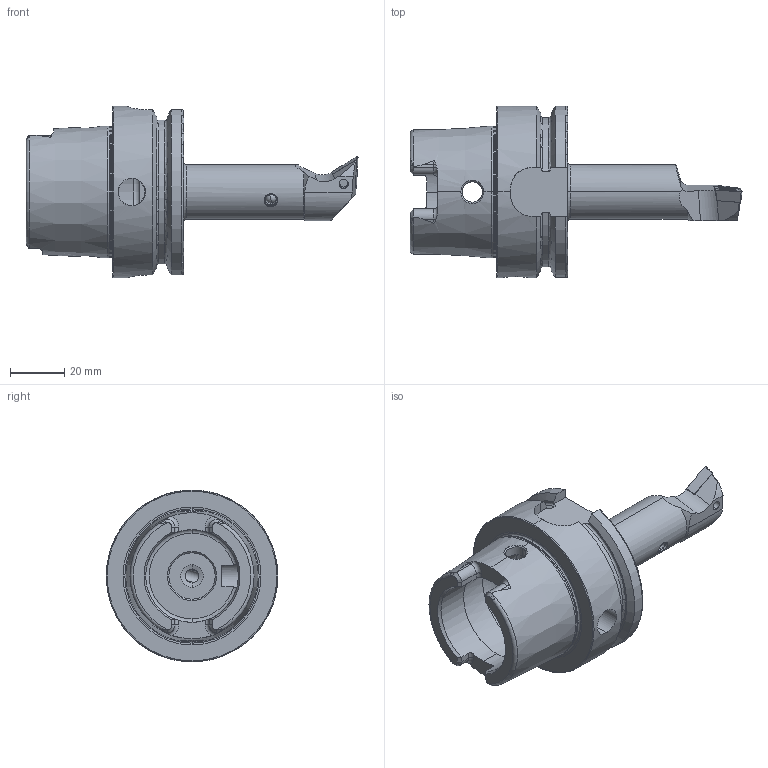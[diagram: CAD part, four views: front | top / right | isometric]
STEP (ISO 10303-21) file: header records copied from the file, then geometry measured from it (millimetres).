
FILE_DESCRIPTION (( 'STEP AP214' ), '1' );
FILE_NAME ('HA6.BDB.LUX.090.STEP', '2017-11-21T17:17:55', ( 'SWIAdmin' ), ( 'Hewlett-Packard Company' ), 'SwSTEP 2.0', 'SolidWorks 2017', '' );
FILE_SCHEMA (( 'AUTOMOTIVE_DESIGN' ));
Length unit declared in the file: millimetre
Products named in the file (5): KVT_MB_600_050; WCB-ER2.001.009_A; DCMT11T304; HA6-BDB.LUX.090_A; HA6.BDB.LUX.090
Assembly tree (4 placements, depth 2):
  HA6.BDB.LUX.090
    HA6-BDB.LUX.090_A
    DCMT11T304
    WCB-ER2.001.009_A
    KVT_MB_600_050
Bounding box: 121.9 x 63 x 63 mm (x, y, z)
Volume: 95843.8 mm3; surface area: 27842.2 mm2
Topology: 5 solids, 5 shells, 313 faces, 806 edges, 494 vertices
Faces by surface type: cylinder 92, cone 80, plane 80, torus 37, bspline 20, sphere 4
Entity records: 11937 total; most frequent: CARTESIAN_POINT 4000, ORIENTED_EDGE 1586, DIRECTION 1426, EDGE_CURVE 793, AXIS2_PLACEMENT_3D 570, VERTEX_POINT 491, EDGE_LOOP 328, ADVANCED_FACE 313
